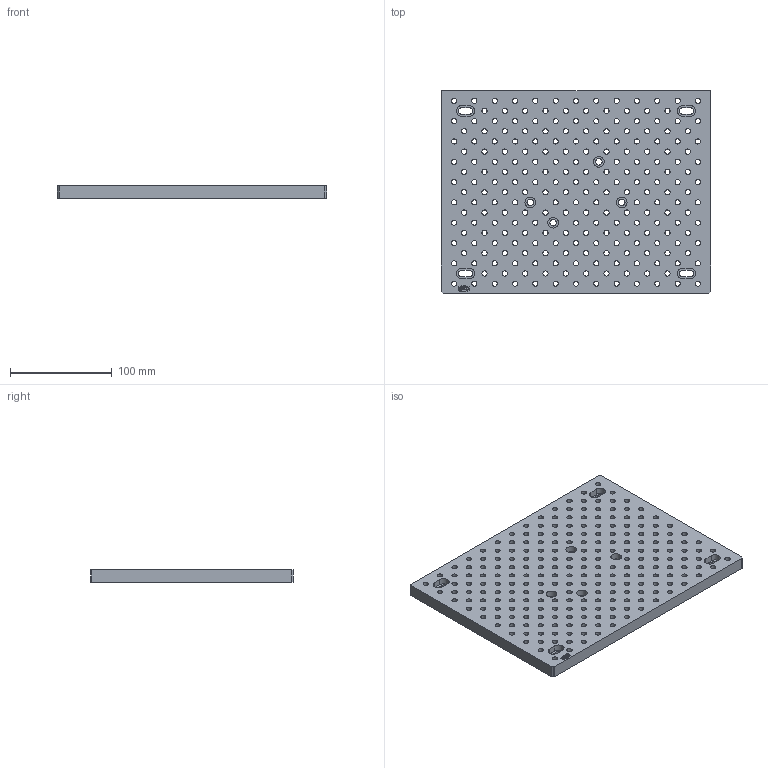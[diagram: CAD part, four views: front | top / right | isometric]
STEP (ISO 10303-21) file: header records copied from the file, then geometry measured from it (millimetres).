
FILE_DESCRIPTION(/* description */ (''),/* implementation_level */ '2;1');
FILE_NAME(/* name */ 'Haas Desktop Mill M6.step',/* time_stamp */ '2025-05-01T14:14:40-04:00',/* author */ (''),/* organization */ (''),/* preprocessor_version */ 'ST-DEVELOPER v20.1',/* originating_system */ 'Autodesk Translation Framework v14.4.0.0',/* authorisation */ '');
FILE_SCHEMA (('AUTOMOTIVE_DESIGN { 1 0 10303 214 3 1 1 }'));
Length unit declared in the file: inch
Products named in the file (1): M6 Plate
Bounding box: 265.18 x 199.31 x 12.19 mm (x, y, z)
Volume: 577578.8 mm3; surface area: 155147.9 mm2
Topology: 1 solids, 1 shells, 393 faces, 1137 edges, 758 vertices
Faces by surface type: cylinder 263, bspline 81, plane 49
Full cylindrical faces by diameter (mm): 5.118 x230, 6.5 x4, 10.5 x4
Entity records: 15843 total; most frequent: CARTESIAN_POINT 4664, ORIENTED_EDGE 2274, DIRECTION 2059, EDGE_CURVE 1137, EDGE_LOOP 881, AXIS2_PLACEMENT_3D 839, VERTEX_POINT 758, CIRCLE 526
